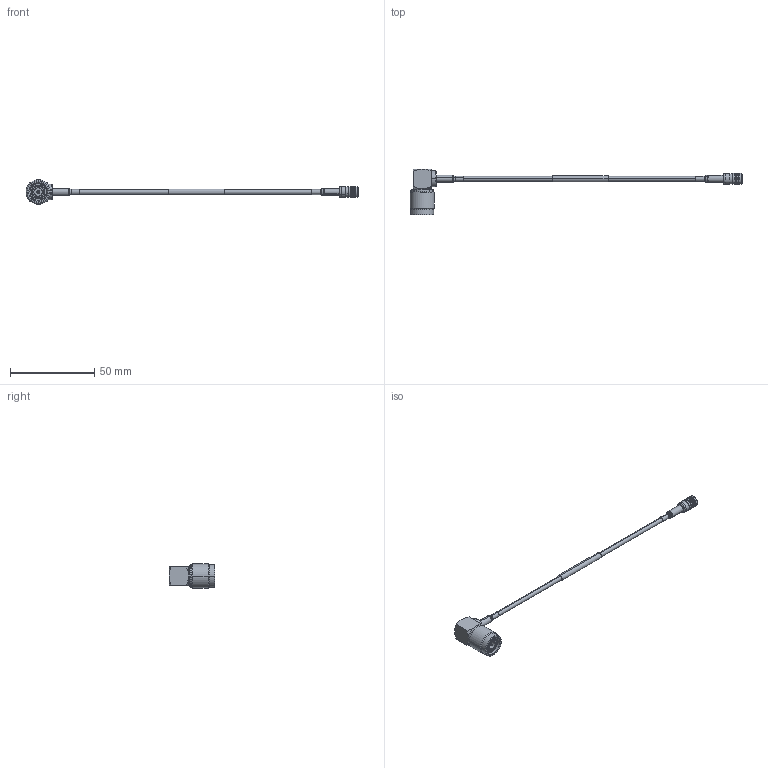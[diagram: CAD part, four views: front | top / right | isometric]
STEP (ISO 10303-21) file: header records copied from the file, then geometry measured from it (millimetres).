
FILE_DESCRIPTION (( 'STEP AP214' ), '1' );
FILE_NAME ('FMC01019_3D.step', '2023-03-06T20:10:51', ( '' ), ( '' ), 'SwSTEP 2.0', 'SolidWorks 2022', '' );
FILE_SCHEMA (( 'AUTOMOTIVE_DESIGN' ));
Length unit declared in the file: inch
Products named in the file (5): LMR-100A-UF^FMC01019; SC8841; FMCN1150^FMC01019; FMC01019_3D; heat shrink^FMC01019_shrunk
Assembly tree (5 placements, depth 2):
  FMC01019_3D
    LMR-100A-UF^FMC01019
    FMCN1150^FMC01019
    heat shrink^FMC01019_shrunk  x2
    SC8841
Bounding box: 197.42 x 27.3 x 14.5 mm (x, y, z)
Volume: 4974 mm3; surface area: 6210.3 mm2
Topology: 8 solids, 8 shells, 308 faces, 706 edges, 436 vertices
Faces by surface type: cylinder 122, plane 91, cone 50, torus 32, bspline 13
Entity records: 10543 total; most frequent: CARTESIAN_POINT 3708, DIRECTION 1364, ORIENTED_EDGE 1324, EDGE_CURVE 662, AXIS2_PLACEMENT_3D 556, VERTEX_POINT 412, EDGE_LOOP 316, ADVANCED_FACE 286
